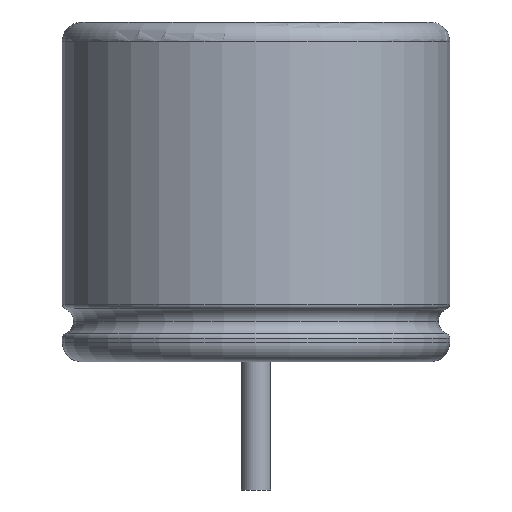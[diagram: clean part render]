
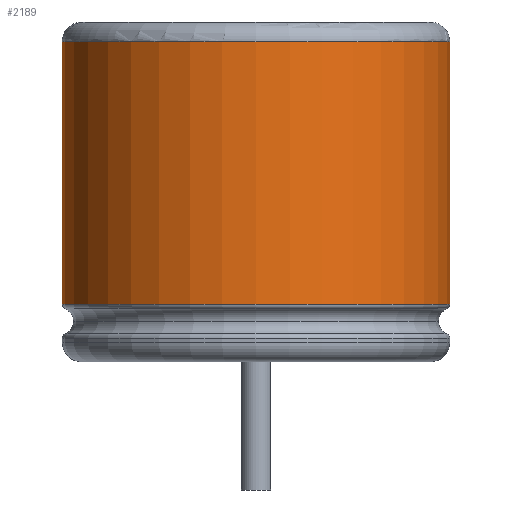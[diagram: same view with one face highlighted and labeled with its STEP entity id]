
A CAD part, left-side view. The second image highlights one B-rep face of the part: STEP entity #2189.
In plain terms, the highlighted cylindrical face has radius 4 mm (diameter 8 mm), a partial arc.
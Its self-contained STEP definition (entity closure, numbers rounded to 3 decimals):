
#64 = AXIS2_PLACEMENT_3D ( 'NONE', #785, #1206, #2757 ) ;
#225 = VERTEX_POINT ( 'NONE', #922 ) ;
#247 = ORIENTED_EDGE ( 'NONE', *, *, #1808, .T. ) ;
#263 = VECTOR ( 'NONE', #775, 1000. ) ;
#271 = CARTESIAN_POINT ( 'NONE',  ( 0., -4., 6.6 ) ) ;
#342 = VERTEX_POINT ( 'NONE', #271 ) ;
#522 = CIRCLE ( 'NONE', #2415, 4. ) ;
#775 = DIRECTION ( 'NONE',  ( 0., 0., -1. ) ) ;
#785 = CARTESIAN_POINT ( 'NONE',  ( 0., 0., -18.163 ) ) ;
#922 = CARTESIAN_POINT ( 'NONE',  ( 0., 4., 6.6 ) ) ;
#991 = FACE_OUTER_BOUND ( 'NONE', #2669, .T. ) ;
#1015 = EDGE_CURVE ( 'NONE', #342, #225, #1101, .T. ) ;
#1074 = LINE ( 'NONE', #2315, #263 ) ;
#1101 = CIRCLE ( 'NONE', #2779, 4. ) ;
#1139 = DIRECTION ( 'NONE',  ( 0., 1., 0. ) ) ;
#1149 = ORIENTED_EDGE ( 'NONE', *, *, #1600, .F. ) ;
#1206 = DIRECTION ( 'NONE',  ( 0., 0., -1. ) ) ;
#1287 = CARTESIAN_POINT ( 'NONE',  ( 0., 4., 1.185 ) ) ;
#1458 = VERTEX_POINT ( 'NONE', #1287 ) ;
#1502 = CARTESIAN_POINT ( 'NONE',  ( 0., -4., 1.185 ) ) ;
#1532 = DIRECTION ( 'NONE',  ( 0., 0., -1. ) ) ;
#1600 = EDGE_CURVE ( 'NONE', #2794, #1458, #522, .T. ) ;
#1672 = CARTESIAN_POINT ( 'NONE',  ( 0., 4., -18.163 ) ) ;
#1808 = EDGE_CURVE ( 'NONE', #225, #1458, #2784, .T. ) ;
#1874 = CYLINDRICAL_SURFACE ( 'NONE', #64, 4. ) ;
#1940 = DIRECTION ( 'NONE',  ( 0., 1., 0. ) ) ;
#2037 = CARTESIAN_POINT ( 'NONE',  ( 0., 0., 1.185 ) ) ;
#2189 = ADVANCED_FACE ( 'NONE', ( #991 ), #1874, .T. ) ;
#2244 = EDGE_CURVE ( 'NONE', #342, #2794, #1074, .T. ) ;
#2315 = CARTESIAN_POINT ( 'NONE',  ( 0., -4., -18.163 ) ) ;
#2399 = DIRECTION ( 'NONE',  ( 0., 0., -1. ) ) ;
#2404 = VECTOR ( 'NONE', #2549, 1000. ) ;
#2409 = ORIENTED_EDGE ( 'NONE', *, *, #1015, .T. ) ;
#2415 = AXIS2_PLACEMENT_3D ( 'NONE', #2037, #1532, #1139 ) ;
#2472 = ORIENTED_EDGE ( 'NONE', *, *, #2244, .F. ) ;
#2549 = DIRECTION ( 'NONE',  ( 0., 0., -1. ) ) ;
#2669 = EDGE_LOOP ( 'NONE', ( #2472, #2409, #247, #1149 ) ) ;
#2757 = DIRECTION ( 'NONE',  ( 0., 1., 0. ) ) ;
#2779 = AXIS2_PLACEMENT_3D ( 'NONE', #2811, #2399, #1940 ) ;
#2784 = LINE ( 'NONE', #1672, #2404 ) ;
#2794 = VERTEX_POINT ( 'NONE', #1502 ) ;
#2811 = CARTESIAN_POINT ( 'NONE',  ( 0., 0., 6.6 ) ) ;
